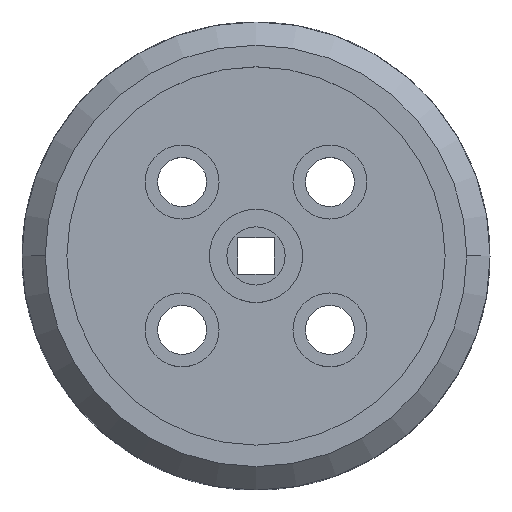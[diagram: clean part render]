
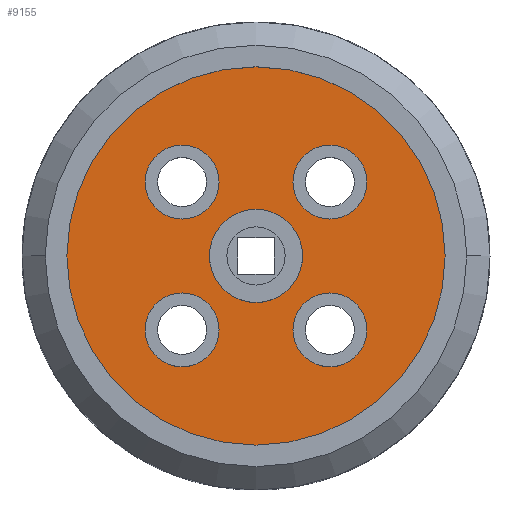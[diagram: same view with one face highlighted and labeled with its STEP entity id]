
A CAD part, top view. The second image highlights one B-rep face of the part: STEP entity #9155.
In plain terms, the highlighted planar face has unit normal (0, 0, 1).
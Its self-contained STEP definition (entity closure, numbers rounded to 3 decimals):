
#13 = VERTEX_POINT ( 'NONE', #1156 ) ;
#49 = EDGE_CURVE ( 'NONE', #9199, #3188, #2921, .T. ) ;
#53 = DIRECTION ( 'NONE',  ( 1., 0., 0. ) ) ;
#63 = AXIS2_PLACEMENT_3D ( 'NONE', #6640, #4108, #1373 ) ;
#96 = AXIS2_PLACEMENT_3D ( 'NONE', #8671, #1380, #6678 ) ;
#143 = AXIS2_PLACEMENT_3D ( 'NONE', #3723, #2903, #1821 ) ;
#273 = AXIS2_PLACEMENT_3D ( 'NONE', #4122, #8677, #7387 ) ;
#322 = VERTEX_POINT ( 'NONE', #2887 ) ;
#470 = EDGE_CURVE ( 'NONE', #4218, #9566, #8773, .T. ) ;
#561 = EDGE_CURVE ( 'NONE', #3188, #9199, #7784, .T. ) ;
#570 = AXIS2_PLACEMENT_3D ( 'NONE', #5984, #4057, #5960 ) ;
#926 = ORIENTED_EDGE ( 'NONE', *, *, #6652, .F. ) ;
#1103 = ORIENTED_EDGE ( 'NONE', *, *, #1768, .F. ) ;
#1156 = CARTESIAN_POINT ( 'NONE',  ( 3.175, 6.35, 1. ) ) ;
#1187 = FACE_BOUND ( 'NONE', #4168, .T. ) ;
#1230 = FACE_BOUND ( 'NONE', #4692, .T. ) ;
#1245 = FACE_OUTER_BOUND ( 'NONE', #8988, .T. ) ;
#1272 = FACE_BOUND ( 'NONE', #9208, .T. ) ;
#1299 = EDGE_CURVE ( 'NONE', #8881, #3344, #1992, .T. ) ;
#1319 = ORIENTED_EDGE ( 'NONE', *, *, #1370, .T. ) ;
#1347 = AXIS2_PLACEMENT_3D ( 'NONE', #8646, #4114, #7997 ) ;
#1370 = EDGE_CURVE ( 'NONE', #3344, #8881, #2364, .T. ) ;
#1373 = DIRECTION ( 'NONE',  ( 1., 0., 0. ) ) ;
#1380 = DIRECTION ( 'NONE',  ( 0., 0., -1. ) ) ;
#1452 = VERTEX_POINT ( 'NONE', #4470 ) ;
#1471 = ORIENTED_EDGE ( 'NONE', *, *, #1299, .T. ) ;
#1517 = ORIENTED_EDGE ( 'NONE', *, *, #7366, .T. ) ;
#1534 = EDGE_CURVE ( 'NONE', #13, #6353, #3176, .T. ) ;
#1561 = ORIENTED_EDGE ( 'NONE', *, *, #1534, .T. ) ;
#1614 = EDGE_CURVE ( 'NONE', #322, #6877, #6381, .T. ) ;
#1681 = ORIENTED_EDGE ( 'NONE', *, *, #5645, .T. ) ;
#1698 = ORIENTED_EDGE ( 'NONE', *, *, #470, .T. ) ;
#1705 = CARTESIAN_POINT ( 'NONE',  ( 9.525, -6.35, 1. ) ) ;
#1719 = DIRECTION ( 'NONE',  ( 0., 0., -1. ) ) ;
#1768 = EDGE_CURVE ( 'NONE', #1452, #9255, #7293, .T. ) ;
#1821 = DIRECTION ( 'NONE',  ( 1., 0., 0. ) ) ;
#1865 = ORIENTED_EDGE ( 'NONE', *, *, #49, .T. ) ;
#1892 = AXIS2_PLACEMENT_3D ( 'NONE', #7748, #7541, #8155 ) ;
#1992 = CIRCLE ( 'NONE', #63, 3.175 ) ;
#2094 = ORIENTED_EDGE ( 'NONE', *, *, #561, .T. ) ;
#2209 = ORIENTED_EDGE ( 'NONE', *, *, #6108, .F. ) ;
#2246 = ORIENTED_EDGE ( 'NONE', *, *, #1614, .F. ) ;
#2312 = FACE_BOUND ( 'NONE', #9641, .T. ) ;
#2324 = FACE_BOUND ( 'NONE', #3310, .T. ) ;
#2364 = CIRCLE ( 'NONE', #3386, 3.175 ) ;
#2381 = CIRCLE ( 'NONE', #2383, 3.175 ) ;
#2383 = AXIS2_PLACEMENT_3D ( 'NONE', #3258, #7316, #3073 ) ;
#2413 = AXIS2_PLACEMENT_3D ( 'NONE', #9414, #5536, #8345 ) ;
#2843 = DIRECTION ( 'NONE',  ( 1., 0., 0. ) ) ;
#2871 = CIRCLE ( 'NONE', #4083, 3.175 ) ;
#2887 = CARTESIAN_POINT ( 'NONE',  ( 16.25, 0., 1. ) ) ;
#2903 = DIRECTION ( 'NONE',  ( 0., 0., -1. ) ) ;
#2921 = CIRCLE ( 'NONE', #1892, 3.175 ) ;
#3073 = DIRECTION ( 'NONE',  ( 1., 0., 0. ) ) ;
#3110 = AXIS2_PLACEMENT_3D ( 'NONE', #6023, #7453, #2843 ) ;
#3176 = CIRCLE ( 'NONE', #143, 3.175 ) ;
#3188 = VERTEX_POINT ( 'NONE', #5246 ) ;
#3258 = CARTESIAN_POINT ( 'NONE',  ( 6.35, -6.35, 1. ) ) ;
#3310 = EDGE_LOOP ( 'NONE', ( #1471, #1319 ) ) ;
#3318 = CARTESIAN_POINT ( 'NONE',  ( -3.175, -6.35, 1. ) ) ;
#3326 = CIRCLE ( 'NONE', #96, 16.25 ) ;
#3344 = VERTEX_POINT ( 'NONE', #5076 ) ;
#3386 = AXIS2_PLACEMENT_3D ( 'NONE', #6156, #1719, #6873 ) ;
#3396 = CARTESIAN_POINT ( 'NONE',  ( -4., 0., 1. ) ) ;
#3600 = DIRECTION ( 'NONE',  ( 1., 0., 0. ) ) ;
#3611 = AXIS2_PLACEMENT_3D ( 'NONE', #8516, #5166, #53 ) ;
#3723 = CARTESIAN_POINT ( 'NONE',  ( 6.35, 6.35, 1. ) ) ;
#3981 = PLANE ( 'NONE',  #3611 ) ;
#4057 = DIRECTION ( 'NONE',  ( 0., 0., 1. ) ) ;
#4083 = AXIS2_PLACEMENT_3D ( 'NONE', #4824, #8138, #3600 ) ;
#4108 = DIRECTION ( 'NONE',  ( 0., 0., -1. ) ) ;
#4114 = DIRECTION ( 'NONE',  ( 0., 0., 1. ) ) ;
#4122 = CARTESIAN_POINT ( 'NONE',  ( 0., 0., 1. ) ) ;
#4168 = EDGE_LOOP ( 'NONE', ( #1698, #1681 ) ) ;
#4218 = VERTEX_POINT ( 'NONE', #6822 ) ;
#4470 = CARTESIAN_POINT ( 'NONE',  ( 4., 0., 1. ) ) ;
#4692 = EDGE_LOOP ( 'NONE', ( #1561, #1517 ) ) ;
#4824 = CARTESIAN_POINT ( 'NONE',  ( 6.35, 6.35, 1. ) ) ;
#5076 = CARTESIAN_POINT ( 'NONE',  ( -3.175, 6.35, 1. ) ) ;
#5166 = DIRECTION ( 'NONE',  ( 0., 0., 1. ) ) ;
#5246 = CARTESIAN_POINT ( 'NONE',  ( -9.525, -6.35, 1. ) ) ;
#5536 = DIRECTION ( 'NONE',  ( 0., 0., -1. ) ) ;
#5589 = CARTESIAN_POINT ( 'NONE',  ( 9.525, 6.35, 1. ) ) ;
#5645 = EDGE_CURVE ( 'NONE', #9566, #4218, #2381, .T. ) ;
#5960 = DIRECTION ( 'NONE',  ( 1., 0., 0. ) ) ;
#5984 = CARTESIAN_POINT ( 'NONE',  ( 0., 0., 1. ) ) ;
#6023 = CARTESIAN_POINT ( 'NONE',  ( -6.35, -6.35, 1. ) ) ;
#6108 = EDGE_CURVE ( 'NONE', #6877, #322, #3326, .T. ) ;
#6156 = CARTESIAN_POINT ( 'NONE',  ( -6.35, 6.35, 1. ) ) ;
#6353 = VERTEX_POINT ( 'NONE', #5589 ) ;
#6381 = CIRCLE ( 'NONE', #273, 16.25 ) ;
#6462 = CARTESIAN_POINT ( 'NONE',  ( -9.525, 6.35, 1. ) ) ;
#6640 = CARTESIAN_POINT ( 'NONE',  ( -6.35, 6.35, 1. ) ) ;
#6652 = EDGE_CURVE ( 'NONE', #9255, #1452, #8765, .T. ) ;
#6678 = DIRECTION ( 'NONE',  ( 1., 0., 0. ) ) ;
#6822 = CARTESIAN_POINT ( 'NONE',  ( 3.175, -6.35, 1. ) ) ;
#6873 = DIRECTION ( 'NONE',  ( 1., 0., 0. ) ) ;
#6877 = VERTEX_POINT ( 'NONE', #8531 ) ;
#7293 = CIRCLE ( 'NONE', #570, 4. ) ;
#7316 = DIRECTION ( 'NONE',  ( 0., 0., -1. ) ) ;
#7366 = EDGE_CURVE ( 'NONE', #6353, #13, #2871, .T. ) ;
#7387 = DIRECTION ( 'NONE',  ( 1., 0., 0. ) ) ;
#7453 = DIRECTION ( 'NONE',  ( 0., 0., -1. ) ) ;
#7541 = DIRECTION ( 'NONE',  ( 0., 0., -1. ) ) ;
#7748 = CARTESIAN_POINT ( 'NONE',  ( -6.35, -6.35, 1. ) ) ;
#7784 = CIRCLE ( 'NONE', #3110, 3.175 ) ;
#7997 = DIRECTION ( 'NONE',  ( 1., 0., 0. ) ) ;
#8138 = DIRECTION ( 'NONE',  ( 0., 0., -1. ) ) ;
#8155 = DIRECTION ( 'NONE',  ( 1., 0., 0. ) ) ;
#8345 = DIRECTION ( 'NONE',  ( 1., 0., 0. ) ) ;
#8516 = CARTESIAN_POINT ( 'NONE',  ( 0., 0., 1. ) ) ;
#8531 = CARTESIAN_POINT ( 'NONE',  ( -16.25, 0., 1. ) ) ;
#8646 = CARTESIAN_POINT ( 'NONE',  ( 0., 0., 1. ) ) ;
#8671 = CARTESIAN_POINT ( 'NONE',  ( 0., 0., 1. ) ) ;
#8677 = DIRECTION ( 'NONE',  ( 0., 0., -1. ) ) ;
#8765 = CIRCLE ( 'NONE', #1347, 4. ) ;
#8773 = CIRCLE ( 'NONE', #2413, 3.175 ) ;
#8881 = VERTEX_POINT ( 'NONE', #6462 ) ;
#8988 = EDGE_LOOP ( 'NONE', ( #2246, #2209 ) ) ;
#9155 = ADVANCED_FACE ( 'NONE', ( #1245, #1272, #1187, #1230, #2324, #2312 ), #3981, .T. ) ;
#9199 = VERTEX_POINT ( 'NONE', #3318 ) ;
#9208 = EDGE_LOOP ( 'NONE', ( #2094, #1865 ) ) ;
#9255 = VERTEX_POINT ( 'NONE', #3396 ) ;
#9414 = CARTESIAN_POINT ( 'NONE',  ( 6.35, -6.35, 1. ) ) ;
#9566 = VERTEX_POINT ( 'NONE', #1705 ) ;
#9641 = EDGE_LOOP ( 'NONE', ( #1103, #926 ) ) ;
